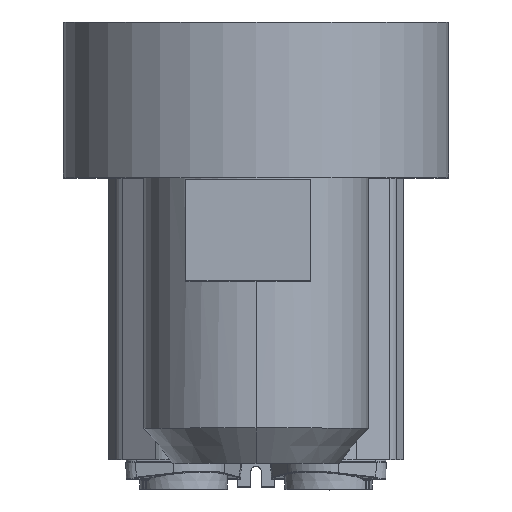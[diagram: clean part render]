
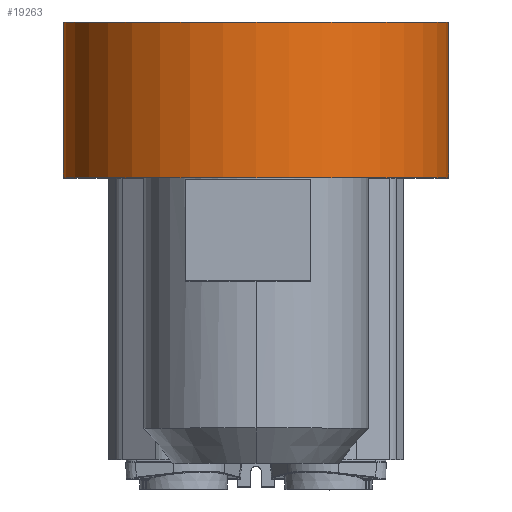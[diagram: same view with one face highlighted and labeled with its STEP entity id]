
A CAD part, top view. The second image highlights one B-rep face of the part: STEP entity #19263.
In plain terms, the highlighted cylindrical face has radius 275 mm (diameter 550 mm), a partial arc.
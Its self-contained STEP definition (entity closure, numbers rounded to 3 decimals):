
#6525=CARTESIAN_POINT('',(0.,-138.3,0.));
#6526=DIRECTION('',(0.,1.,0.));
#6527=DIRECTION('',(-1.,0.,0.));
#6528=AXIS2_PLACEMENT_3D('',#6525,#6526,#6527);
#6759=DIRECTION('',(0.,1.,0.));
#6760=VECTOR('',#6759,222.3);
#6761=CARTESIAN_POINT('',(275.,-138.3,0.));
#6762=LINE('',#6761,#6760);
#6768=CARTESIAN_POINT('',(0.,84.,0.));
#6769=DIRECTION('',(0.,-1.,0.));
#6770=DIRECTION('',(1.,0.,0.));
#6771=AXIS2_PLACEMENT_3D('',#6768,#6769,#6770);
#6803=DIRECTION('',(0.,1.,0.));
#6804=VECTOR('',#6803,222.3);
#6805=CARTESIAN_POINT('',(-275.,-138.3,0.));
#6806=LINE('',#6805,#6804);
#12982=CARTESIAN_POINT('',(-275.,-138.3,0.));
#12983=VERTEX_POINT('',#12982);
#12984=CARTESIAN_POINT('',(275.,-138.3,0.));
#12985=VERTEX_POINT('',#12984);
#13052=CARTESIAN_POINT('',(-275.,84.,0.));
#13053=CARTESIAN_POINT('',(275.,84.,0.));
#13054=VERTEX_POINT('',#13052);
#13055=VERTEX_POINT('',#13053);
#19252=CARTESIAN_POINT('',(0.,65.,0.));
#19253=DIRECTION('',(0.,1.,0.));
#19254=DIRECTION('',(-1.,0.,0.));
#19255=AXIS2_PLACEMENT_3D('',#19252,#19253,#19254);
#19256=CYLINDRICAL_SURFACE('',#19255,275.);
#19257=ORIENTED_EDGE('',*,*,#19229,.F.);
#19258=ORIENTED_EDGE('',*,*,#19218,.F.);
#19259=ORIENTED_EDGE('',*,*,#18978,.F.);
#19260=ORIENTED_EDGE('',*,*,#19166,.T.);
#19261=EDGE_LOOP('',(#19257,#19258,#19259,#19260));
#19262=FACE_OUTER_BOUND('',#19261,.F.);
#19263=ADVANCED_FACE('',(#19262),#19256,.T.);
#6529=CIRCLE('',#6528,275.);
#6772=CIRCLE('',#6771,275.);
#18978=EDGE_CURVE('',#12983,#12985,#6529,.T.);
#19166=EDGE_CURVE('',#12983,#13054,#6806,.T.);
#19218=EDGE_CURVE('',#12985,#13055,#6762,.T.);
#19229=EDGE_CURVE('',#13055,#13054,#6772,.T.);
